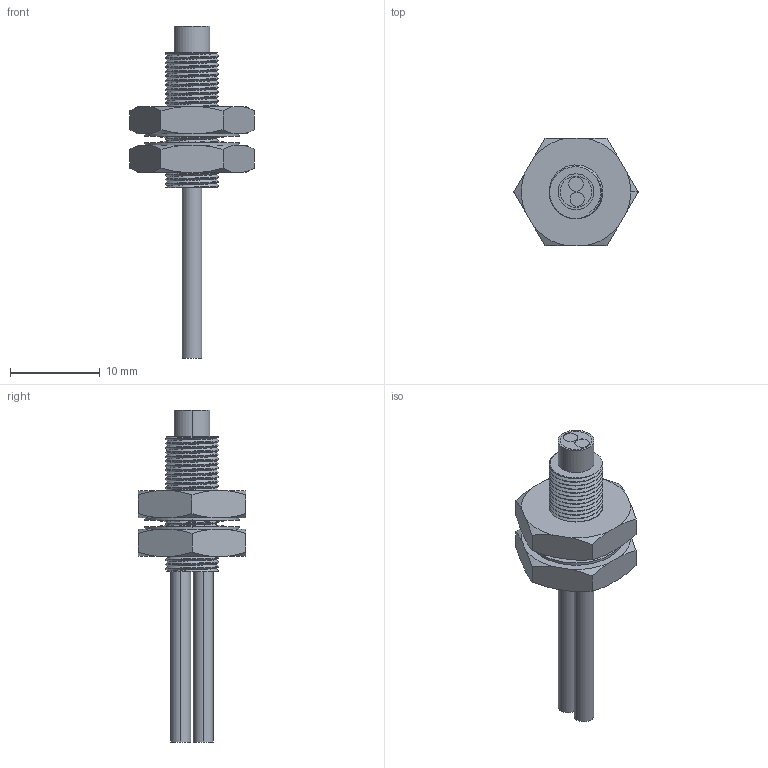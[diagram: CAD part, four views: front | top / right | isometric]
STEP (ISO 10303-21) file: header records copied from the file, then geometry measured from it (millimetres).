
FILE_DESCRIPTION (( 'STEP AP203' ), '1' );
FILE_NAME ('PD-H620Y.STEP', '2015-12-21T05:31:51', ( '' ), ( '' ), 'SwSTEP 2.0', 'SolidWorks 2013', '' );
FILE_SCHEMA (( 'CONFIG_CONTROL_DESIGN' ));
Length unit declared in the file: millimetre
Products named in the file (1): PD-H620Y
Bounding box: 13.86 x 12 x 37 mm (x, y, z)
Volume: 1178.2 mm3; surface area: 1517.8 mm2
Topology: 3 solids, 3 shells, 283 faces, 797 edges, 530 vertices
Faces by surface type: plane 148, cylinder 105, cone 28, bspline 2
Entity records: 11823 total; most frequent: CARTESIAN_POINT 4777, ORIENTED_EDGE 1594, DIRECTION 1304, EDGE_CURVE 797, VERTEX_POINT 530, VECTOR 504, LINE 504, AXIS2_PLACEMENT_3D 400
